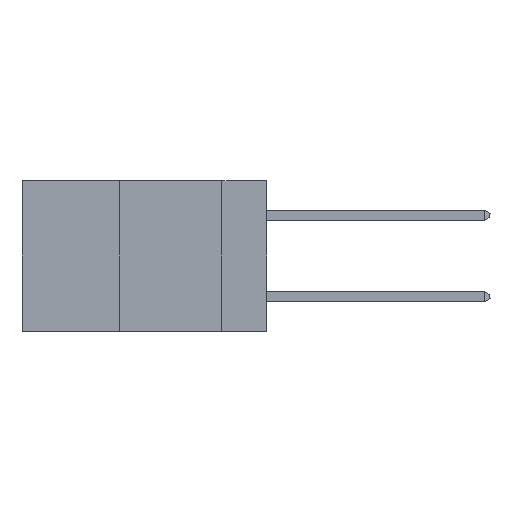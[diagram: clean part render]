
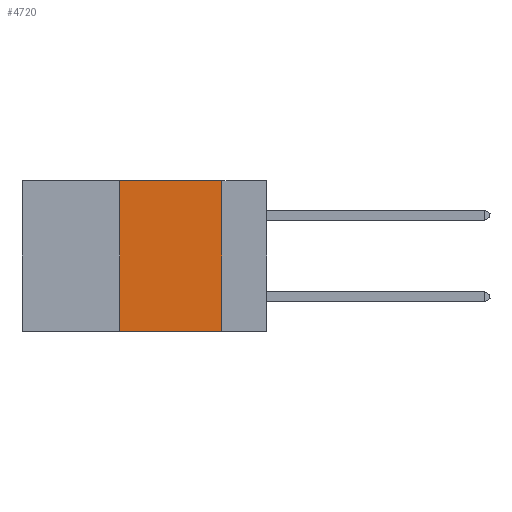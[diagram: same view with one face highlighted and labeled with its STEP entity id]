
A CAD part, left-side view. The second image highlights one B-rep face of the part: STEP entity #4720.
In plain terms, the highlighted planar face has unit normal (-1, 0, 0).
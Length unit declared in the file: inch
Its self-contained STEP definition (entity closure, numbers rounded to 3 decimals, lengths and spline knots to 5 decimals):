
#7 = CARTESIAN_POINT ( 'NONE',  ( 0., 0.11, 0. ) ) ;
#23 = DIRECTION ( 'NONE',  ( 0., 0., 1. ) ) ;
#362 = FACE_OUTER_BOUND ( 'NONE', #7741, .T. ) ;
#755 = ORIENTED_EDGE ( 'NONE', *, *, #4093, .F. ) ;
#1332 = ORIENTED_EDGE ( 'NONE', *, *, #11944, .F. ) ;
#1369 = PLANE ( 'NONE',  #6362 ) ;
#2277 = DIRECTION ( 'NONE',  ( 1., 0., 0. ) ) ;
#2335 = ORIENTED_EDGE ( 'NONE', *, *, #7026, .F. ) ;
#2626 = ORIENTED_EDGE ( 'NONE', *, *, #13618, .T. ) ;
#2915 = VECTOR ( 'NONE', #23, 39.37008 ) ;
#2986 = DIRECTION ( 'NONE',  ( 0., 0., -1. ) ) ;
#3208 = CARTESIAN_POINT ( 'NONE',  ( 0., 0.6, -0.37 ) ) ;
#3271 = VERTEX_POINT ( 'NONE', #12787 ) ;
#3355 = DIRECTION ( 'NONE',  ( 0., 0., -1. ) ) ;
#3411 = VERTEX_POINT ( 'NONE', #3988 ) ;
#3465 = VECTOR ( 'NONE', #9300, 39.37008 ) ;
#3882 = LINE ( 'NONE', #5228, #2915 ) ;
#3988 = CARTESIAN_POINT ( 'NONE',  ( 0., 0.36, -0.37 ) ) ;
#4010 = VERTEX_POINT ( 'NONE', #9398 ) ;
#4093 = EDGE_CURVE ( 'NONE', #4010, #12424, #4290, .T. ) ;
#4246 = DIRECTION ( 'NONE',  ( 0., -1., 0. ) ) ;
#4290 = LINE ( 'NONE', #5067, #3465 ) ;
#4720 = ADVANCED_FACE ( 'NONE', ( #362 ), #1369, .F. ) ;
#5067 = CARTESIAN_POINT ( 'NONE',  ( 0., 0.6, 0. ) ) ;
#5228 = CARTESIAN_POINT ( 'NONE',  ( 0., 0.36, 0. ) ) ;
#6362 = AXIS2_PLACEMENT_3D ( 'NONE', #6483, #2277, #3355 ) ;
#6483 = CARTESIAN_POINT ( 'NONE',  ( 0., 0.6, 0. ) ) ;
#7026 = EDGE_CURVE ( 'NONE', #3411, #4010, #3882, .T. ) ;
#7035 = VECTOR ( 'NONE', #2986, 39.37008 ) ;
#7153 = CARTESIAN_POINT ( 'NONE',  ( 0., 0.11, 0. ) ) ;
#7741 = EDGE_LOOP ( 'NONE', ( #1332, #755, #2335, #2626 ) ) ;
#9300 = DIRECTION ( 'NONE',  ( 0., -1., 0. ) ) ;
#9398 = CARTESIAN_POINT ( 'NONE',  ( 0., 0.36, 0. ) ) ;
#9822 = LINE ( 'NONE', #7153, #7035 ) ;
#10191 = LINE ( 'NONE', #3208, #13330 ) ;
#11944 = EDGE_CURVE ( 'NONE', #12424, #3271, #9822, .T. ) ;
#12424 = VERTEX_POINT ( 'NONE', #7 ) ;
#12787 = CARTESIAN_POINT ( 'NONE',  ( 0., 0.11, -0.37 ) ) ;
#13330 = VECTOR ( 'NONE', #4246, 39.37008 ) ;
#13618 = EDGE_CURVE ( 'NONE', #3411, #3271, #10191, .T. ) ;
